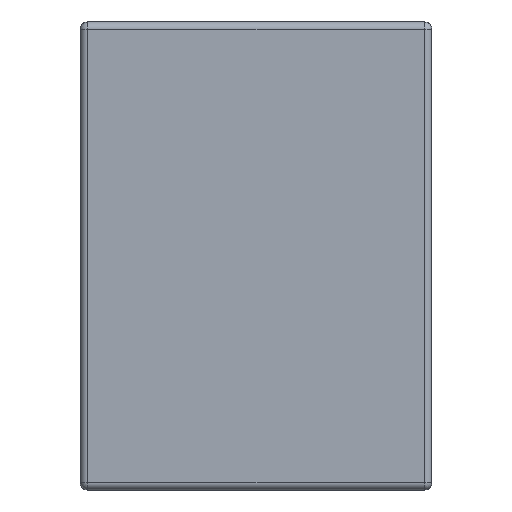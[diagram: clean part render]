
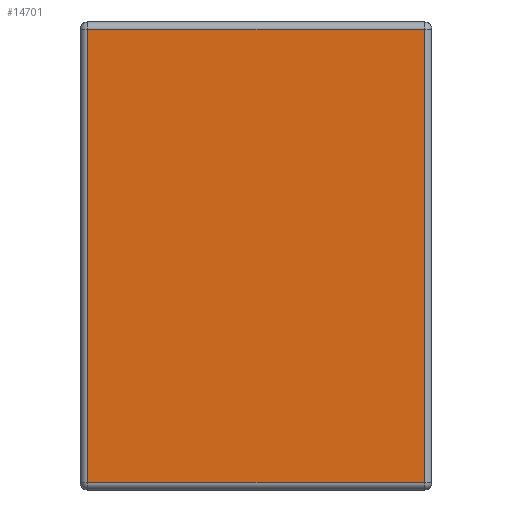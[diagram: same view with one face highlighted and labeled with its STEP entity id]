
A CAD part, left-side view. The second image highlights one B-rep face of the part: STEP entity #14701.
In plain terms, the highlighted planar face has unit normal (-1, 0, 0).
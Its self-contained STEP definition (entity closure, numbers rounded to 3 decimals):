
#4315=DIRECTION('',(0.,0.,-1.));
#4316=VECTOR('',#4315,1.21);
#4317=CARTESIAN_POINT('',(-1.005,0.02,0.605));
#4318=LINE('',#4317,#4316);
#4322=DIRECTION('',(0.,1.,0.));
#4323=VECTOR('',#4322,0.9);
#4324=CARTESIAN_POINT('',(-1.005,0.02,-0.605));
#4325=LINE('',#4324,#4323);
#4329=DIRECTION('',(0.,0.,1.));
#4330=VECTOR('',#4329,1.21);
#4331=CARTESIAN_POINT('',(-1.005,0.92,-0.605));
#4332=LINE('',#4331,#4330);
#4336=DIRECTION('',(0.,-1.,0.));
#4337=VECTOR('',#4336,0.9);
#4338=CARTESIAN_POINT('',(-1.005,0.92,0.605));
#4339=LINE('',#4338,#4337);
#8095=CARTESIAN_POINT('',(-1.005,0.02,0.605));
#8096=CARTESIAN_POINT('',(-1.005,0.02,-0.605));
#8097=VERTEX_POINT('',#8095);
#8098=VERTEX_POINT('',#8096);
#8103=CARTESIAN_POINT('',(-1.005,0.92,-0.605));
#8104=VERTEX_POINT('',#8103);
#8109=CARTESIAN_POINT('',(-1.005,0.92,0.605));
#8110=VERTEX_POINT('',#8109);
#14689=CARTESIAN_POINT('',(-1.005,0.,-0.625));
#14690=DIRECTION('',(-1.,0.,0.));
#14691=DIRECTION('',(0.,0.,1.));
#14692=AXIS2_PLACEMENT_3D('',#14689,#14690,#14691);
#14693=PLANE('',#14692);
#14695=ORIENTED_EDGE('',*,*,#14694,.T.);
#14696=ORIENTED_EDGE('',*,*,#13640,.T.);
#14697=ORIENTED_EDGE('',*,*,#14671,.T.);
#14698=ORIENTED_EDGE('',*,*,#12462,.T.);
#14699=EDGE_LOOP('',(#14695,#14696,#14697,#14698));
#14700=FACE_OUTER_BOUND('',#14699,.F.);
#14701=ADVANCED_FACE('',(#14700),#14693,.T.);
#12462=EDGE_CURVE('',#8110,#8097,#4339,.T.);
#13640=EDGE_CURVE('',#8098,#8104,#4325,.T.);
#14671=EDGE_CURVE('',#8104,#8110,#4332,.T.);
#14694=EDGE_CURVE('',#8097,#8098,#4318,.T.);
